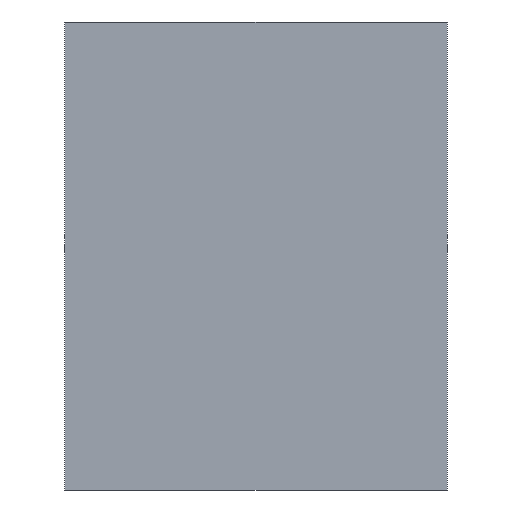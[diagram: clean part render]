
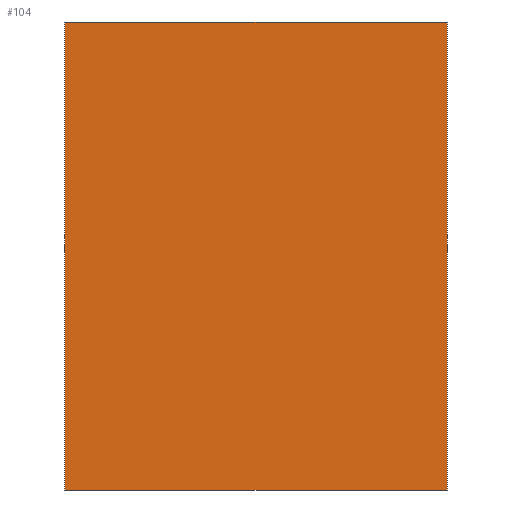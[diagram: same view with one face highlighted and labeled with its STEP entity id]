
A CAD part, front view. The second image highlights one B-rep face of the part: STEP entity #104.
In plain terms, the highlighted planar face has unit normal (0, -1, 0).
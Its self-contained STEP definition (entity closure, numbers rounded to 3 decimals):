
#18=FACE_OUTER_BOUND('',#24,.T.);
#24=EDGE_LOOP('',(#83,#84,#85,#86));
#28=LINE('',#159,#40);
#34=LINE('',#171,#46);
#36=LINE('',#175,#48);
#37=LINE('',#176,#49);
#40=VECTOR('',#132,10.);
#46=VECTOR('',#142,10.);
#48=VECTOR('',#146,10.);
#49=VECTOR('',#147,10.);
#51=VERTEX_POINT('',#155);
#53=VERTEX_POINT('',#158);
#57=VERTEX_POINT('',#170);
#58=VERTEX_POINT('',#174);
#60=EDGE_CURVE('',#53,#51,#28,.T.);
#66=EDGE_CURVE('',#53,#57,#34,.T.);
#68=EDGE_CURVE('',#51,#58,#36,.T.);
#69=EDGE_CURVE('',#57,#58,#37,.T.);
#83=ORIENTED_EDGE('',*,*,#60,.T.);
#84=ORIENTED_EDGE('',*,*,#68,.T.);
#85=ORIENTED_EDGE('',*,*,#69,.F.);
#86=ORIENTED_EDGE('',*,*,#66,.F.);
#98=PLANE('',#124);
#104=ADVANCED_FACE('',(#18),#98,.T.);
#124=AXIS2_PLACEMENT_3D('',#173,#144,#145);
#132=DIRECTION('',(1.,0.,0.));
#142=DIRECTION('',(0.,0.,1.));
#144=DIRECTION('center_axis',(0.,-1.,0.));
#145=DIRECTION('ref_axis',(1.,0.,0.));
#146=DIRECTION('',(0.,0.,1.));
#147=DIRECTION('',(1.,0.,0.));
#155=CARTESIAN_POINT('',(59.531,492.062,-456.701));
#158=CARTESIAN_POINT('',(-59.531,492.062,-456.701));
#159=CARTESIAN_POINT('',(-68.66,492.062,-456.701));
#170=CARTESIAN_POINT('',(-59.531,492.062,-311.01));
#171=CARTESIAN_POINT('',(-59.531,492.062,-461.01));
#173=CARTESIAN_POINT('Origin',(-59.531,492.062,-461.01));
#174=CARTESIAN_POINT('',(59.531,492.062,-311.01));
#175=CARTESIAN_POINT('',(59.531,492.062,-461.01));
#176=CARTESIAN_POINT('',(59.531,492.062,-311.01));
